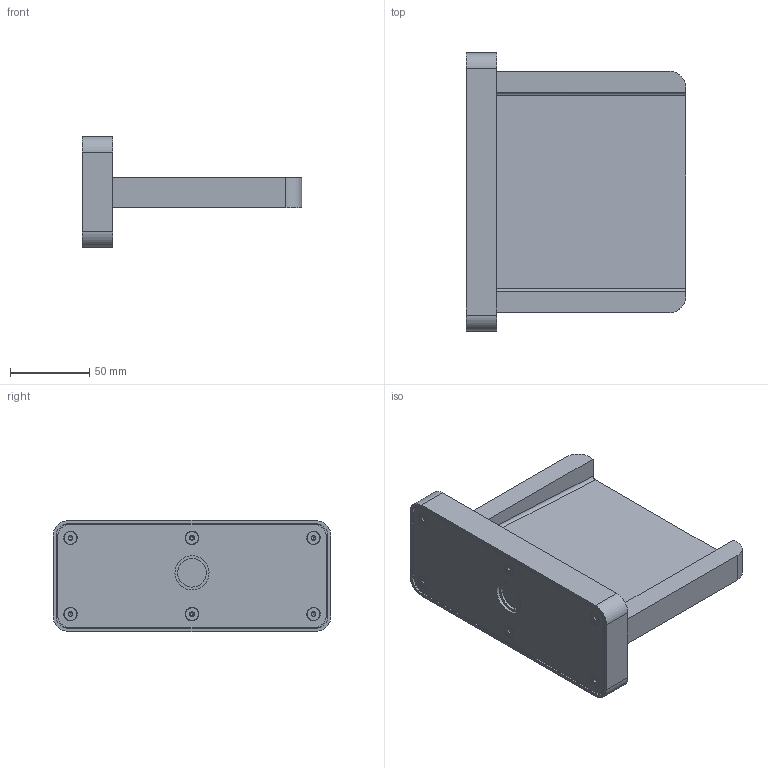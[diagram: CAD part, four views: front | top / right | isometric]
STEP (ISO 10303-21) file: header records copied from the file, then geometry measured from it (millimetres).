
FILE_DESCRIPTION(('CATIA V5 STEP Exchange'),'2;1');
FILE_NAME('ZA002190 x rendering.stp','2018-02-08T13:08:24+00:00',('none'),('none'),'Version 5-6 Release 2013','CATIA V5 STEP AP203','none');
FILE_SCHEMA(('CONFIG_CONTROL_DESIGN'));
Length unit declared in the file: millimetre
Products named in the file (1): PR.0315.00_AllCATPart
Bounding box: 138 x 175 x 70 mm (x, y, z)
Volume: 300393.5 mm3; surface area: 129857.9 mm2
Topology: 22 solids, 22 shells, 499 faces, 1224 edges, 744 vertices
Faces by surface type: plane 221, cylinder 134, cone 92, torus 52
Entity records: 13550 total; most frequent: CARTESIAN_POINT 2833, ORIENTED_EDGE 2376, DIRECTION 1764, EDGE_CURVE 1188, AXIS2_PLACEMENT_3D 799, VERTEX_POINT 744, VECTOR 620, LINE 620
